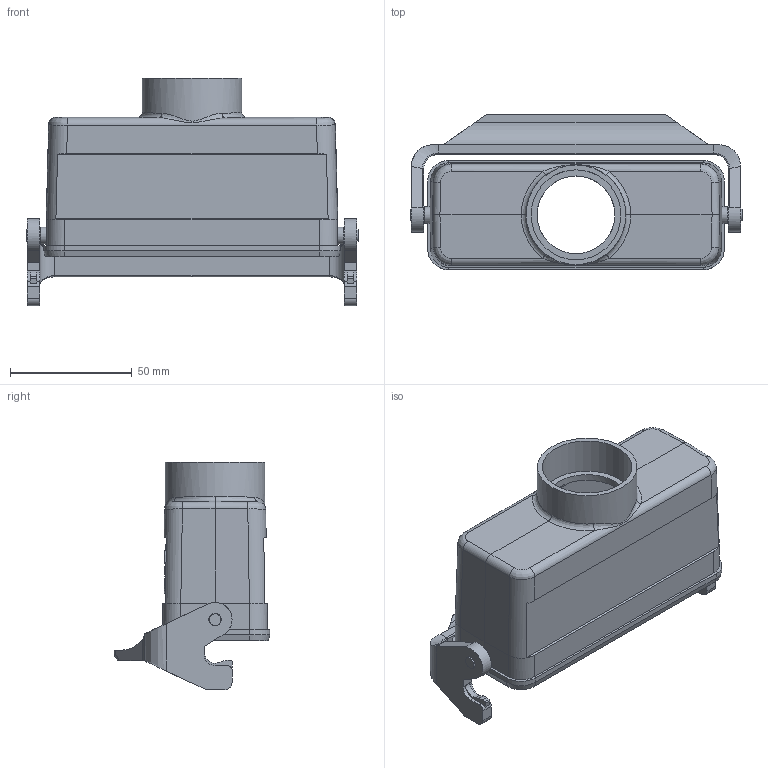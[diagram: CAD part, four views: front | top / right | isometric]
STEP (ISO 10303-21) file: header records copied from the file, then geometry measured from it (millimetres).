
FILE_DESCRIPTION(/* description */ (''),/* implementation_level */ '2;1');
FILE_NAME(/* name */ '100698606ugm000_b.stp',/* time_stamp */ '2019-07-31T14:12:33+02:00',/* author */ (''),/* organization */ (''),/* preprocessor_version */ 'ST-DEVELOPER v16.7',/* originating_system */ 'SIEMENS PLM Software NX 12.0',/* authorisation */ '');
FILE_SCHEMA (('AUTOMOTIVE_DESIGN { 1 0 10303 214 3 1 1 1 }'));
Length unit declared in the file: millimetre
Products named in the file (1): 100698606ugm000_b
Bounding box: 136.6 x 64 x 93.5 mm (x, y, z)
Volume: 91508.2 mm3; surface area: 57488.8 mm2
Topology: 2 solids, 2 shells, 394 faces, 1019 edges, 639 vertices
Faces by surface type: plane 217, cylinder 100, bspline 63, cone 12, torus 2
Full cylindrical faces by diameter (mm): 3 x4, 4.8 x2, 5.1 x2, 7 x2, 32 x1, 37 x1, 41 x1
Entity records: 15587 total; most frequent: CARTESIAN_POINT 4660, ORIENTED_EDGE 1954, DIRECTION 1809, EDGE_CURVE 977, VERTEX_POINT 631, LINE 615, VECTOR 615, AXIS2_PLACEMENT_3D 597
